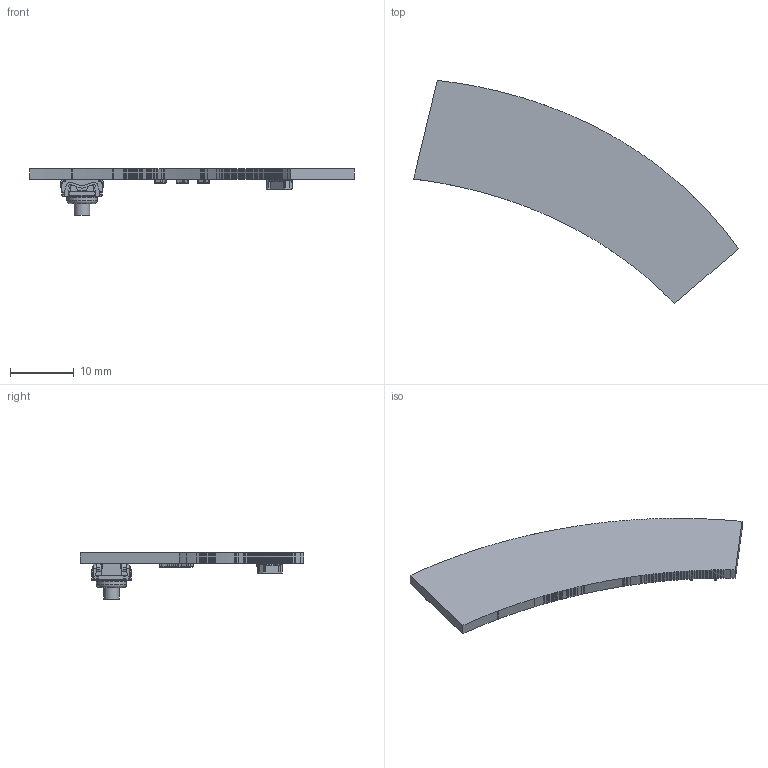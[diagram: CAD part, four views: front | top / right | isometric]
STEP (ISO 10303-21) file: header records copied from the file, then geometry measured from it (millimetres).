
FILE_DESCRIPTION(('Open CASCADE Model'),'2;1');
FILE_NAME('Open CASCADE Shape Model','2023-12-14T16:38:04',('Author'),( 'Open CASCADE'),'Open CASCADE STEP processor 6.8','Open CASCADE 6.8' ,'Unknown');
FILE_SCHEMA(('AUTOMOTIVE_DESIGN { 1 0 10303 214 1 1 1 1 }'));
Length unit declared in the file: millimetre
Products named in the file (1): PCB
Bounding box: 50.74 x 34.86 x 7.21 mm (x, y, z)
Volume: 1361 mm3; surface area: 2189.2 mm2
Topology: 12 solids, 282 shells, 884 faces, 2990 edges, 2375 vertices
Faces by surface type: plane 572, cylinder 173, bspline 105, sphere 29, cone 3, torus 2
Full cylindrical faces by diameter (mm): 1 x3, 1.5 x1, 2.4 x1, 3.05 x2, 4.7 x1
Entity records: 43204 total; most frequent: CARTESIAN_POINT 16401, ORIENTED_EDGE 4686, DIRECTION 4430, EDGE_CURVE 2961, VERTEX_POINT 2375, LINE 2088, VECTOR 2088, AXIS2_PLACEMENT_3D 1171
